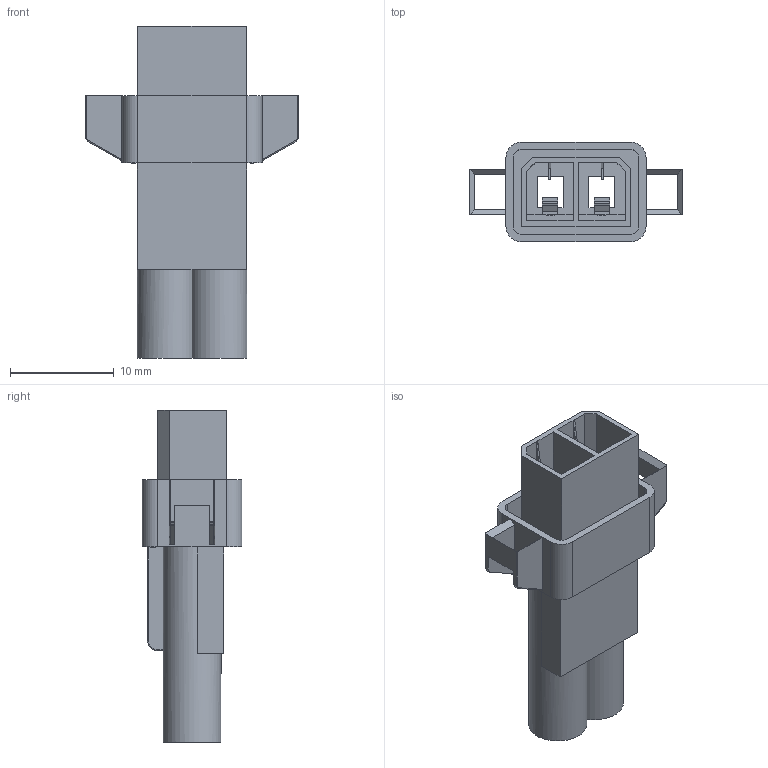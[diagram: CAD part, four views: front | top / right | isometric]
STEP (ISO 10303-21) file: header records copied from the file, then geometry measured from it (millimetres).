
FILE_DESCRIPTION (( 'STEP AP214' ), '1' );
FILE_NAME ('567-002-000-310.STEP', '2020-07-27T19:53:33', ( '' ), ( '' ), 'SwSTEP 2.0', 'SolidWorks 2020', '' );
FILE_SCHEMA (( 'AUTOMOTIVE_DESIGN' ));
Length unit declared in the file: millimetre
Products named in the file (1): 567-002-000-310
Bounding box: 20.5 x 9.6 x 32 mm (x, y, z)
Volume: 1048.2 mm3; surface area: 3079.3 mm2
Topology: 1 solids, 3 shells, 231 faces, 640 edges, 404 vertices
Faces by surface type: plane 170, cylinder 45, sphere 8, bspline 6, torus 2
Entity records: 7608 total; most frequent: CARTESIAN_POINT 1720, ORIENTED_EDGE 1264, DIRECTION 1160, EDGE_CURVE 632, VECTOR 496, LINE 496, VERTEX_POINT 404, AXIS2_PLACEMENT_3D 332
